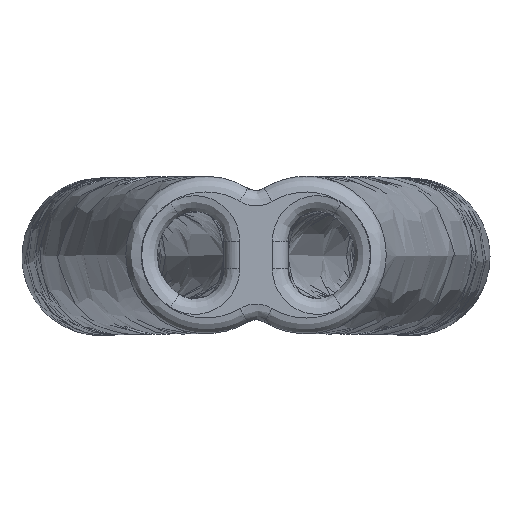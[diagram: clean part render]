
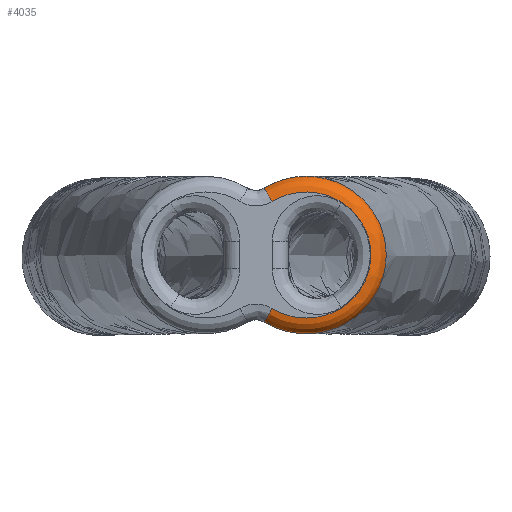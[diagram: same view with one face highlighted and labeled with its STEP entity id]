
A CAD part, top view. The second image highlights one B-rep face of the part: STEP entity #4035.
In plain terms, the highlighted free-form (B-spline) face has degree [3, 3] with [5, 13] control points.
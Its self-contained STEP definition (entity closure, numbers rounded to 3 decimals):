
#3255 = VERTEX_POINT('',#3256);
#3256 = CARTESIAN_POINT('',(0.315,1.044,
    22.741));
#3280 = VERTEX_POINT('',#3281);
#3281 = CARTESIAN_POINT('',(0.315,-1.044,
    22.741));
#3289 = EDGE_CURVE('',#3255,#3280,#3290,.T.);
#3290 = B_SPLINE_CURVE_WITH_KNOTS('',3,(#3291,#3292,#3293,#3294,#3295,
    #3296,#3297,#3298,#3299,#3300,#3301,#3302,#3303),.UNSPECIFIED.,.F.,
  .F.,(4,1,1,1,1,1,1,1,1,1,4),(-0.466,-0.399,
    -0.366,-0.333,-0.266,-0.216,
    -0.2,-0.133,-0.067,-0.05
    ,0.),.UNSPECIFIED.);
#3291 = CARTESIAN_POINT('',(0.315,1.044,
    22.741));
#3292 = CARTESIAN_POINT('',(0.531,1.174,22.741
    ));
#3293 = CARTESIAN_POINT('',(0.915,1.27,
    22.741));
#3294 = CARTESIAN_POINT('',(1.415,1.171,22.741
    ));
#3295 = CARTESIAN_POINT('',(1.866,0.933,
    22.741));
#3296 = CARTESIAN_POINT('',(2.217,0.451,
    22.741));
#3297 = CARTESIAN_POINT('',(2.257,-0.066,
    22.741));
#3298 = CARTESIAN_POINT('',(2.139,-0.559,
    22.741));
#3299 = CARTESIAN_POINT('',(1.788,-1.04,
    22.741));
#3300 = CARTESIAN_POINT('',(1.229,-1.236,
    22.741));
#3301 = CARTESIAN_POINT('',(0.723,-1.222,
    22.741));
#3302 = CARTESIAN_POINT('',(0.477,-1.142,
    22.741));
#3303 = CARTESIAN_POINT('',(0.315,-1.044,
    22.741));
#3995 = VERTEX_POINT('',#3996);
#3996 = CARTESIAN_POINT('',(0.158,1.305,
    22.398));
#4004 = EDGE_CURVE('',#3255,#3995,#4005,.T.);
#4005 = ( BOUNDED_CURVE() B_SPLINE_CURVE(2,(#4006,#4007,#4008),
.UNSPECIFIED.,.F.,.F.) B_SPLINE_CURVE_WITH_KNOTS((3,3),(0.,
1.688),.PIECEWISE_BEZIER_KNOTS.) CURVE() 
GEOMETRIC_REPRESENTATION_ITEM() RATIONAL_B_SPLINE_CURVE((1.,
0.664,1.)) REPRESENTATION_ITEM('') );
#4006 = CARTESIAN_POINT('',(0.315,1.044,
    22.741));
#4007 = CARTESIAN_POINT('',(0.137,1.339,
    22.741));
#4008 = CARTESIAN_POINT('',(0.158,1.305,
    22.398));
#4035 = ADVANCED_FACE('',(#4036),#4064,.F.);
#4036 = FACE_BOUND('',#4037,.F.);
#4037 = EDGE_LOOP('',(#4038,#4056,#4062,#4063));
#4038 = ORIENTED_EDGE('',*,*,#4039,.F.);
#4039 = EDGE_CURVE('',#4040,#3995,#4042,.T.);
#4040 = VERTEX_POINT('',#4041);
#4041 = CARTESIAN_POINT('',(0.158,-1.305,22.398)
  );
#4042 = B_SPLINE_CURVE_WITH_KNOTS('',3,(#4043,#4044,#4045,#4046,#4047,
    #4048,#4049,#4050,#4051,#4052,#4053,#4054,#4055),.UNSPECIFIED.,.F.,
  .F.,(4,1,1,1,1,1,1,1,1,1,4),(0.,0.05,0.067,
    0.133,0.2,0.216,0.266,
    0.333,0.366,0.399,0.466),
  .UNSPECIFIED.);
#4043 = CARTESIAN_POINT('',(0.158,-1.305,
    22.398));
#4044 = CARTESIAN_POINT('',(0.358,-1.427,
    22.407));
#4045 = CARTESIAN_POINT('',(0.662,-1.528,
    22.42));
#4046 = CARTESIAN_POINT('',(1.288,-1.546,
    22.447));
#4047 = CARTESIAN_POINT('',(1.981,-1.3,
    22.477));
#4048 = CARTESIAN_POINT('',(2.415,-0.698,
    22.495));
#4049 = CARTESIAN_POINT('',(2.561,-0.083,
    22.502));
#4050 = CARTESIAN_POINT('',(2.512,0.564,
    22.499));
#4051 = CARTESIAN_POINT('',(2.078,1.166,
    22.481));
#4052 = CARTESIAN_POINT('',(1.519,1.464,22.457
    ));
#4053 = CARTESIAN_POINT('',(0.899,1.587,22.43)
  );
#4054 = CARTESIAN_POINT('',(0.425,1.468,
    22.41));
#4055 = CARTESIAN_POINT('',(0.158,1.305,
    22.398));
#4056 = ORIENTED_EDGE('',*,*,#4057,.F.);
#4057 = EDGE_CURVE('',#3280,#4040,#4058,.T.);
#4058 = ( BOUNDED_CURVE() B_SPLINE_CURVE(2,(#4059,#4060,#4061),
.UNSPECIFIED.,.F.,.F.) B_SPLINE_CURVE_WITH_KNOTS((3,3),(0.,
1.688),.PIECEWISE_BEZIER_KNOTS.) CURVE() 
GEOMETRIC_REPRESENTATION_ITEM() RATIONAL_B_SPLINE_CURVE((1.,
0.664,1.)) REPRESENTATION_ITEM('') );
#4059 = CARTESIAN_POINT('',(0.315,-1.044,
    22.741));
#4060 = CARTESIAN_POINT('',(0.137,-1.339,
    22.741));
#4061 = CARTESIAN_POINT('',(0.158,-1.305,22.398)
  );
#4062 = ORIENTED_EDGE('',*,*,#3289,.F.);
#4063 = ORIENTED_EDGE('',*,*,#4004,.T.);
#4064 = B_SPLINE_SURFACE_WITH_KNOTS('',3,3,(
    (#4065,#4066,#4067,#4068,#4069,#4070,#4071,#4072,#4073,#4074,#4075
      ,#4076,#4077)
    ,(#4078,#4079,#4080,#4081,#4082,#4083,#4084,#4085,#4086,#4087,#4088
      ,#4089,#4090)
    ,(#4091,#4092,#4093,#4094,#4095,#4096,#4097,#4098,#4099,#4100,#4101
      ,#4102,#4103)
    ,(#4104,#4105,#4106,#4107,#4108,#4109,#4110,#4111,#4112,#4113,#4114
      ,#4115,#4116)
    ,(#4117,#4118,#4119,#4120,#4121,#4122,#4123,#4124,#4125,#4126,#4127
      ,#4128,#4129
    )),.UNSPECIFIED.,.F.,.F.,.F.,(4,1,4),(4,1,1,1,1,1,1,1,1,1,4),(0.,0.5
    ,1.),(0.,0.05,0.067,0.133,
    0.2,0.216,0.266,0.333,
    0.366,0.399,0.466),.UNSPECIFIED.);
#4065 = CARTESIAN_POINT('',(0.158,-1.305,
    22.398));
#4066 = CARTESIAN_POINT('',(0.358,-1.427,
    22.407));
#4067 = CARTESIAN_POINT('',(0.662,-1.528,
    22.42));
#4068 = CARTESIAN_POINT('',(1.288,-1.546,
    22.447));
#4069 = CARTESIAN_POINT('',(1.981,-1.3,
    22.477));
#4070 = CARTESIAN_POINT('',(2.415,-0.698,
    22.495));
#4071 = CARTESIAN_POINT('',(2.561,-0.083,
    22.502));
#4072 = CARTESIAN_POINT('',(2.512,0.564,
    22.499));
#4073 = CARTESIAN_POINT('',(2.078,1.166,
    22.481));
#4074 = CARTESIAN_POINT('',(1.519,1.464,22.457
    ));
#4075 = CARTESIAN_POINT('',(0.899,1.587,22.43)
  );
#4076 = CARTESIAN_POINT('',(0.425,1.468,
    22.41));
#4077 = CARTESIAN_POINT('',(0.158,1.305,
    22.398));
#4078 = CARTESIAN_POINT('',(0.152,-1.314,22.484
    ));
#4079 = CARTESIAN_POINT('',(0.356,-1.434,
    22.491));
#4080 = CARTESIAN_POINT('',(0.662,-1.532,
    22.503));
#4081 = CARTESIAN_POINT('',(1.289,-1.542,
    22.525));
#4082 = CARTESIAN_POINT('',(1.976,-1.29,
    22.55));
#4083 = CARTESIAN_POINT('',(2.402,-0.692,
    22.564));
#4084 = CARTESIAN_POINT('',(2.546,-0.082,
    22.569));
#4085 = CARTESIAN_POINT('',(2.497,0.558,
    22.567));
#4086 = CARTESIAN_POINT('',(2.071,1.157,
    22.553));
#4087 = CARTESIAN_POINT('',(1.518,1.458,
    22.534));
#4088 = CARTESIAN_POINT('',(0.901,1.588,
    22.512));
#4089 = CARTESIAN_POINT('',(0.423,1.475,22.494
    ));
#4090 = CARTESIAN_POINT('',(0.152,1.314,22.484
    ));
#4091 = CARTESIAN_POINT('',(0.182,-1.265,
    22.663));
#4092 = CARTESIAN_POINT('',(0.379,-1.379,
    22.666));
#4093 = CARTESIAN_POINT('',(0.675,-1.469,
    22.67));
#4094 = CARTESIAN_POINT('',(1.275,-1.472,
    22.678));
#4095 = CARTESIAN_POINT('',(1.929,-1.225,
    22.686));
#4096 = CARTESIAN_POINT('',(2.331,-0.656,
    22.691));
#4097 = CARTESIAN_POINT('',(2.467,-0.078,
    22.693));
#4098 = CARTESIAN_POINT('',(2.421,0.529,
    22.692));
#4099 = CARTESIAN_POINT('',(2.018,1.098,
    22.687));
#4100 = CARTESIAN_POINT('',(1.493,1.39,
    22.681));
#4101 = CARTESIAN_POINT('',(0.905,1.52,
    22.673));
#4102 = CARTESIAN_POINT('',(0.445,1.417,22.667
    ));
#4103 = CARTESIAN_POINT('',(0.182,1.265,
    22.663));
#4104 = CARTESIAN_POINT('',(0.271,-1.118,
    22.741));
#4105 = CARTESIAN_POINT('',(0.444,-1.221,
    22.741));
#4106 = CARTESIAN_POINT('',(0.707,-1.305,
    22.741));
#4107 = CARTESIAN_POINT('',(1.244,-1.315,
    22.741));
#4108 = CARTESIAN_POINT('',(1.835,-1.101,
    22.741));
#4109 = CARTESIAN_POINT('',(2.203,-0.591,
    22.741));
#4110 = CARTESIAN_POINT('',(2.327,-0.07,
    22.741));
#4111 = CARTESIAN_POINT('',(2.285,0.477,22.741
    ));
#4112 = CARTESIAN_POINT('',(1.917,0.988,
    22.741));
#4113 = CARTESIAN_POINT('',(1.441,1.244,
    22.741));
#4114 = CARTESIAN_POINT('',(0.911,1.354,
    22.741));
#4115 = CARTESIAN_POINT('',(0.502,1.256,
    22.741));
#4116 = CARTESIAN_POINT('',(0.271,1.118,
    22.741));
#4117 = CARTESIAN_POINT('',(0.315,-1.044,
    22.741));
#4118 = CARTESIAN_POINT('',(0.477,-1.142,
    22.741));
#4119 = CARTESIAN_POINT('',(0.723,-1.222,
    22.741));
#4120 = CARTESIAN_POINT('',(1.229,-1.236,
    22.741));
#4121 = CARTESIAN_POINT('',(1.788,-1.04,
    22.741));
#4122 = CARTESIAN_POINT('',(2.139,-0.559,
    22.741));
#4123 = CARTESIAN_POINT('',(2.257,-0.066,
    22.741));
#4124 = CARTESIAN_POINT('',(2.217,0.451,
    22.741));
#4125 = CARTESIAN_POINT('',(1.866,0.933,
    22.741));
#4126 = CARTESIAN_POINT('',(1.415,1.171,22.741
    ));
#4127 = CARTESIAN_POINT('',(0.915,1.27,
    22.741));
#4128 = CARTESIAN_POINT('',(0.531,1.174,22.741
    ));
#4129 = CARTESIAN_POINT('',(0.315,1.044,
    22.741));
